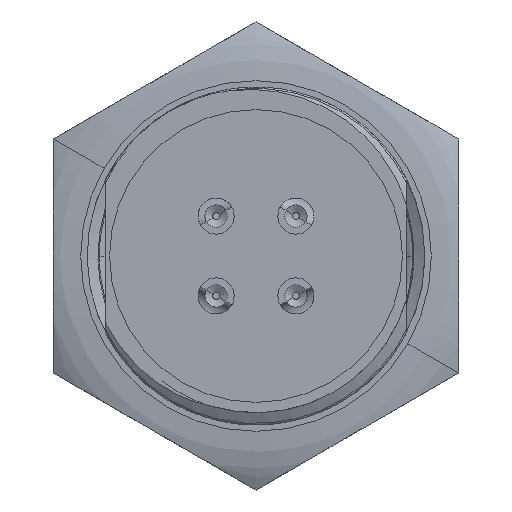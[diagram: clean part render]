
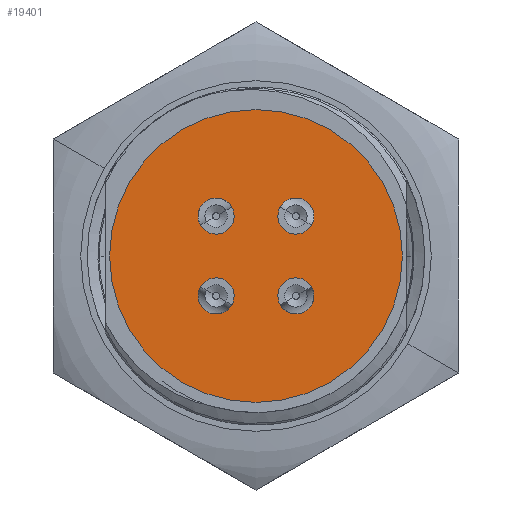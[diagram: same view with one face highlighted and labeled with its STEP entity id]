
A CAD part, front view. The second image highlights one B-rep face of the part: STEP entity #19401.
In plain terms, the highlighted planar face has unit normal (0, -1, 0).
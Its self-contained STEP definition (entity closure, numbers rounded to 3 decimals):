
#4289=CARTESIAN_POINT('',(0.,-3.6,0.));
#4290=DIRECTION('',(0.,1.,0.));
#4291=DIRECTION('',(0.,0.,-1.));
#4292=AXIS2_PLACEMENT_3D('',#4289,#4290,#4291);
#4294=CARTESIAN_POINT('',(0.,-3.6,0.));
#4295=DIRECTION('',(0.,1.,0.));
#4296=DIRECTION('',(0.,0.,1.));
#4297=AXIS2_PLACEMENT_3D('',#4294,#4295,#4296);
#4299=CARTESIAN_POINT('',(1.77,-3.6,-1.77));
#4300=DIRECTION('',(0.,-1.,0.));
#4301=DIRECTION('',(0.5,0.,-0.866));
#4302=AXIS2_PLACEMENT_3D('',#4299,#4300,#4301);
#4331=CARTESIAN_POINT('',(1.77,-3.6,-1.77));
#4332=DIRECTION('',(0.,-1.,0.));
#4333=DIRECTION('',(-0.5,0.,0.866));
#4334=AXIS2_PLACEMENT_3D('',#4331,#4332,#4333);
#4465=CARTESIAN_POINT('',(-1.77,-3.6,-1.77));
#4466=DIRECTION('',(0.,-1.,0.));
#4467=DIRECTION('',(-0.5,0.,-0.866));
#4468=AXIS2_PLACEMENT_3D('',#4465,#4466,#4467);
#4497=CARTESIAN_POINT('',(-1.77,-3.6,-1.77));
#4498=DIRECTION('',(0.,-1.,0.));
#4499=DIRECTION('',(0.5,0.,0.866));
#4500=AXIS2_PLACEMENT_3D('',#4497,#4498,#4499);
#4631=CARTESIAN_POINT('',(-1.77,-3.6,1.77));
#4632=DIRECTION('',(0.,-1.,0.));
#4633=DIRECTION('',(-0.5,0.,0.866));
#4634=AXIS2_PLACEMENT_3D('',#4631,#4632,#4633);
#4663=CARTESIAN_POINT('',(-1.77,-3.6,1.77));
#4664=DIRECTION('',(0.,-1.,0.));
#4665=DIRECTION('',(0.5,0.,-0.866));
#4666=AXIS2_PLACEMENT_3D('',#4663,#4664,#4665);
#4797=CARTESIAN_POINT('',(1.77,-3.6,1.77));
#4798=DIRECTION('',(0.,-1.,0.));
#4799=DIRECTION('',(0.5,0.,0.866));
#4800=AXIS2_PLACEMENT_3D('',#4797,#4798,#4799);
#4829=CARTESIAN_POINT('',(1.77,-3.6,1.77));
#4830=DIRECTION('',(0.,-1.,0.));
#4831=DIRECTION('',(-0.5,0.,-0.866));
#4832=AXIS2_PLACEMENT_3D('',#4829,#4830,#4831);
#8332=CARTESIAN_POINT('',(0.,-3.6,-6.5));
#8333=CARTESIAN_POINT('',(0.,-3.6,6.5));
#8334=VERTEX_POINT('',#8332);
#8335=VERTEX_POINT('',#8333);
#8655=CARTESIAN_POINT('',(2.17,-3.6,2.463));
#8656=CARTESIAN_POINT('',(1.37,-3.6,1.077));
#8657=VERTEX_POINT('',#8655);
#8658=VERTEX_POINT('',#8656);
#8663=CARTESIAN_POINT('',(-2.17,-3.6,2.463));
#8664=CARTESIAN_POINT('',(-1.37,-3.6,1.077));
#8665=VERTEX_POINT('',#8663);
#8666=VERTEX_POINT('',#8664);
#8671=CARTESIAN_POINT('',(-2.17,-3.6,-2.463));
#8672=CARTESIAN_POINT('',(-1.37,-3.6,-1.077));
#8673=VERTEX_POINT('',#8671);
#8674=VERTEX_POINT('',#8672);
#8679=CARTESIAN_POINT('',(2.17,-3.6,-2.463));
#8680=CARTESIAN_POINT('',(1.37,-3.6,-1.077));
#8681=VERTEX_POINT('',#8679);
#8682=VERTEX_POINT('',#8680);
#19367=CARTESIAN_POINT('',(0.,-3.6,0.));
#19368=DIRECTION('',(0.,-1.,0.));
#19369=DIRECTION('',(0.,0.,1.));
#19370=AXIS2_PLACEMENT_3D('',#19367,#19368,#19369);
#19371=PLANE('',#19370);
#19373=ORIENTED_EDGE('',*,*,#19372,.T.);
#19374=ORIENTED_EDGE('',*,*,#19309,.T.);
#19375=EDGE_LOOP('',(#19373,#19374));
#19376=FACE_OUTER_BOUND('',#19375,.F.);
#19378=ORIENTED_EDGE('',*,*,#19377,.T.);
#19380=ORIENTED_EDGE('',*,*,#19379,.T.);
#19381=EDGE_LOOP('',(#19378,#19380));
#19382=FACE_BOUND('',#19381,.F.);
#19384=ORIENTED_EDGE('',*,*,#19383,.T.);
#19386=ORIENTED_EDGE('',*,*,#19385,.T.);
#19387=EDGE_LOOP('',(#19384,#19386));
#19388=FACE_BOUND('',#19387,.F.);
#19390=ORIENTED_EDGE('',*,*,#19389,.T.);
#19392=ORIENTED_EDGE('',*,*,#19391,.T.);
#19393=EDGE_LOOP('',(#19390,#19392));
#19394=FACE_BOUND('',#19393,.F.);
#19396=ORIENTED_EDGE('',*,*,#19395,.T.);
#19398=ORIENTED_EDGE('',*,*,#19397,.T.);
#19399=EDGE_LOOP('',(#19396,#19398));
#19400=FACE_BOUND('',#19399,.F.);
#19401=ADVANCED_FACE('',(#19376,#19382,#19388,#19394,#19400),#19371,.T.);
#4293=CIRCLE('',#4292,6.5);
#4298=CIRCLE('',#4297,6.5);
#4303=CIRCLE('',#4302,0.8);
#4335=CIRCLE('',#4334,0.8);
#4469=CIRCLE('',#4468,0.8);
#4501=CIRCLE('',#4500,0.8);
#4635=CIRCLE('',#4634,0.8);
#4667=CIRCLE('',#4666,0.8);
#4801=CIRCLE('',#4800,0.8);
#4833=CIRCLE('',#4832,0.8);
#19309=EDGE_CURVE('',#8335,#8334,#4298,.T.);
#19372=EDGE_CURVE('',#8334,#8335,#4293,.T.);
#19377=EDGE_CURVE('',#8681,#8682,#4303,.T.);
#19379=EDGE_CURVE('',#8682,#8681,#4335,.T.);
#19383=EDGE_CURVE('',#8673,#8674,#4469,.T.);
#19385=EDGE_CURVE('',#8674,#8673,#4501,.T.);
#19389=EDGE_CURVE('',#8665,#8666,#4635,.T.);
#19391=EDGE_CURVE('',#8666,#8665,#4667,.T.);
#19395=EDGE_CURVE('',#8657,#8658,#4801,.T.);
#19397=EDGE_CURVE('',#8658,#8657,#4833,.T.);
